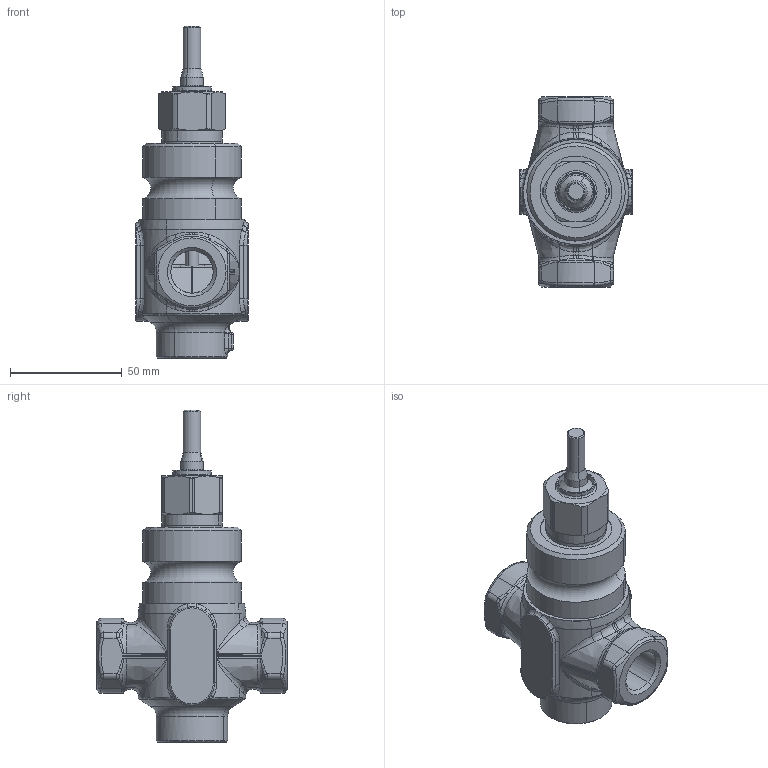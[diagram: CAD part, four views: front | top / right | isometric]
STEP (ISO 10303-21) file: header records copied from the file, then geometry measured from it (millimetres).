
FILE_DESCRIPTION(('CATIA V5 STEP'),'2;1');
FILE_NAME('VLA121 DN15.stp','2014-05-23T10:53:56+00:00',('none'),('none'),'CATIA Version 5 Release 20 SP 6 (IN-10)','CATIA V5 STEP AP203','none');
FILE_SCHEMA(('CONFIG_CONTROL_DESIGN'));
Products named in the file (2): Product1; 954-1367s1
Assembly tree (11 placements, depth 3):
  Product1
    #58
    954-1367s1
      #39211
      #41680  x2
      #41803  x2
      #42179
      #42348
    #42530
    #42968
Bounding box: 50.5 x 85 x 148.5 mm (x, y, z)
Volume: 115764.4 mm3; surface area: 50621.7 mm2
Topology: 10 solids, 10 shells, 826 faces, 1902 edges, 1089 vertices
Faces by surface type: bspline 320, cylinder 182, plane 111, torus 106, cone 89, sphere 10, revolution 8
Entity records: 44055 total; most frequent: CARTESIAN_POINT 29477, ORIENTED_EDGE 3694, EDGE_CURVE 1847, DIRECTION 1563, VERTEX_POINT 1069, B_SPLINE_CURVE_WITH_KNOTS 1004, AXIS2_PLACEMENT_3D 886, EDGE_LOOP 836
